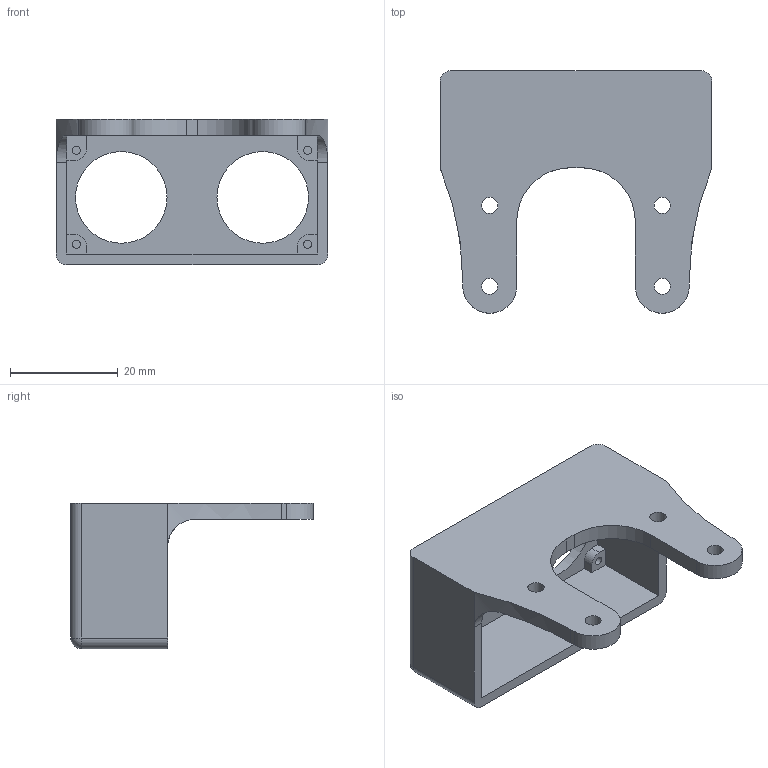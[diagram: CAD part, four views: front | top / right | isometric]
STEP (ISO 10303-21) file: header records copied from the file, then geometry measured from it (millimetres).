
FILE_DESCRIPTION(/* description */ (''),/* implementation_level */ '2;1');
FILE_NAME(/* name */ 'Rear_US_Mount.step',/* time_stamp */ '2018-10-29T17:39:02+11:00',/* author */ ('TaylorY96'),/* organization */ (''),/* preprocessor_version */ 'ST-DEVELOPER v17.2',/* originating_system */ 'Autodesk Translation Framework v7.6.0.251',/* authorisation */ '');
FILE_SCHEMA (('AUTOMOTIVE_DESIGN { 1 0 10303 214 3 1 1 }'));
Length unit declared in the file: millimetre
Products named in the file (3): Tank_combined; Bullbar v17; Component152
Assembly tree (2 placements, depth 3):
  Tank_combined
    Bullbar v17
      Component152
Bounding box: 50.45 x 45 x 27 mm (x, y, z)
Volume: 9031.7 mm3; surface area: 8473.7 mm2
Topology: 1 solids, 1 shells, 61 faces, 157 edges, 102 vertices
Faces by surface type: plane 32, cylinder 27, sphere 2
Full cylindrical faces by diameter (mm): 1.5 x4, 3 x4, 17 x2
Entity records: 1970 total; most frequent: CARTESIAN_POINT 343, DIRECTION 339, ORIENTED_EDGE 314, EDGE_CURVE 157, AXIS2_PLACEMENT_3D 118, LINE 103, VECTOR 103, VERTEX_POINT 102
